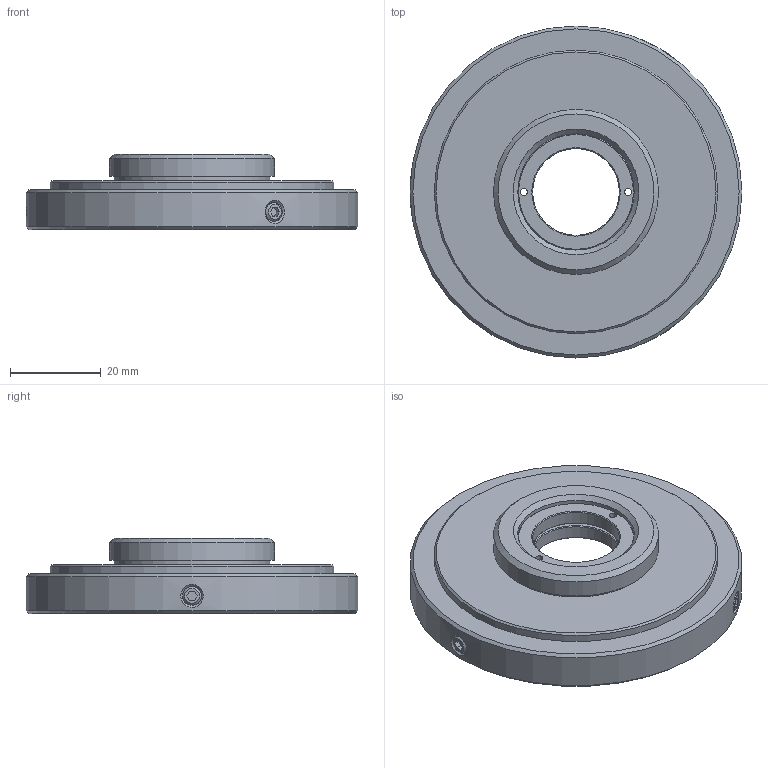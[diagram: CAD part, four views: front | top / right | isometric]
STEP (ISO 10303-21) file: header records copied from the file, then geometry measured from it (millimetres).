
FILE_DESCRIPTION((''),'2;1');
FILE_NAME('is-nik-f1.stp','2011-12-13T12:53:23',('JC'),(''),'Autodesk Inventor 11','Autodesk Inventor 11','');
FILE_SCHEMA(('AUTOMOTIVE_DESIGN { 1 0 10303 214 1 1 1 1 }'));
Length unit declared in the file: inch
Products named in the file (1): is-nik-f1
Bounding box: 73.15 x 73.15 x 16.64 mm (x, y, z)
Volume: 31583.2 mm3; surface area: 13046.7 mm2
Topology: 1 solids, 1 shells, 72 faces, 163 edges, 107 vertices
Faces by surface type: plane 34, cone 21, cylinder 17
Full cylindrical faces by diameter (mm): 1.575 x4, 4.166 x3, 19.114 x2, 25.717 x3, 34.29 x1, 36.373 x1, 51.562 x1, 62.484 x1, 73.152 x1
Entity records: 1946 total; most frequent: CARTESIAN_POINT 489, DIRECTION 298, ORIENTED_EDGE 224, EDGE_LOOP 134, AXIS2_PLACEMENT_3D 122, EDGE_CURVE 112, VERTEX_POINT 94, FACE_OUTER_BOUND 72
